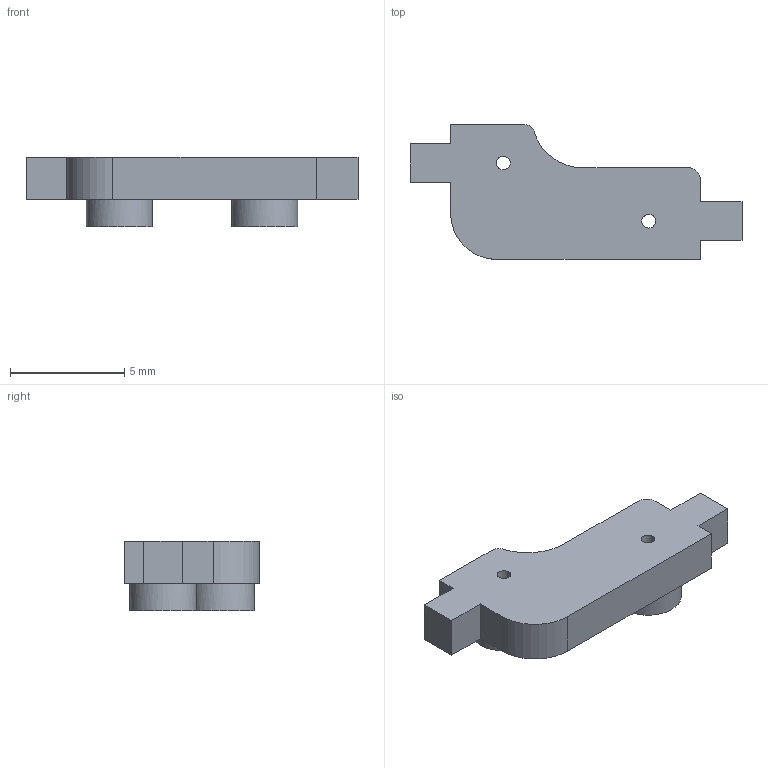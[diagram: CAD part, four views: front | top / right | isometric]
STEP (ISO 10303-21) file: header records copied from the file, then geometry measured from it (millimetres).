
FILE_DESCRIPTION(('FreeCAD Model'),'2;1');
FILE_NAME('Open CASCADE Shape Model','2022-06-24T18:58:32',(''),(''), 'Open CASCADE STEP processor 7.6','FreeCAD','Unknown');
FILE_SCHEMA(('AUTOMOTIVE_DESIGN { 1 0 10303 214 1 1 1 1 }'));
Length unit declared in the file: millimetre
Products named in the file (1): PadSolderWings
Bounding box: 14.5 x 5.89 x 3.05 mm (x, y, z)
Volume: 118.6 mm3; surface area: 216.7 mm2
Topology: 1 solids, 1 shells, 25 faces, 71 edges, 50 vertices
Faces by surface type: plane 17, cylinder 8
Full cylindrical faces by diameter (mm): 0.6 x2, 2.9 x2
Entity records: 1803 total; most frequent: CARTESIAN_POINT 371, DIRECTION 262, LINE 149, VECTOR 149, ORIENTED_EDGE 142, PCURVE 142, DEFINITIONAL_REPRESENTATION 142, EDGE_CURVE 71
